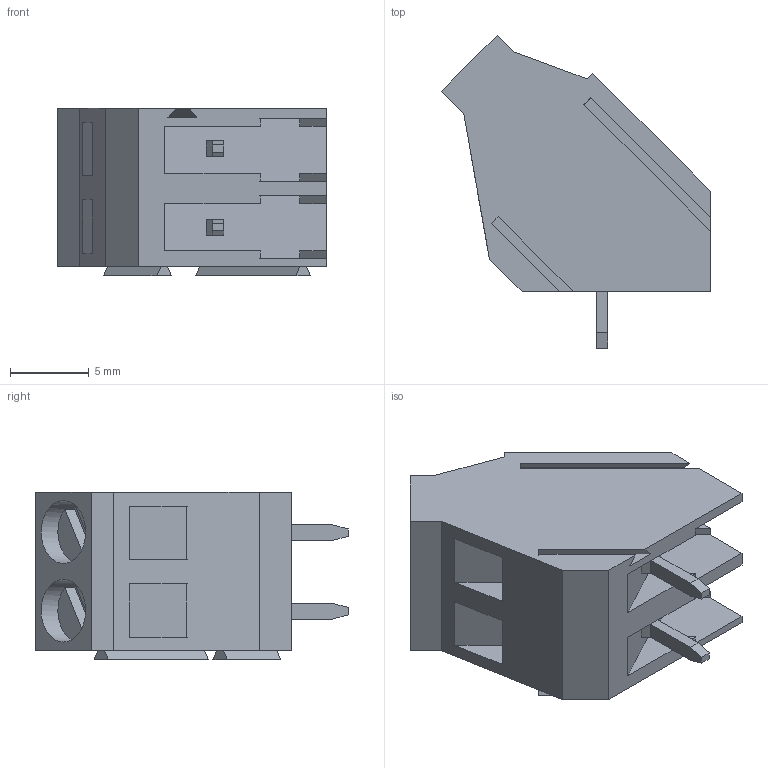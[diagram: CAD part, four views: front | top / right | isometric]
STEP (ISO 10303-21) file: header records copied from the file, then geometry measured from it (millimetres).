
FILE_DESCRIPTION( ( 'STEP AP203' ), '1' );
FILE_NAME( 'MI252-5-IQ.stp', ' ', ( ' ' ), ( ' ' ), 'PSStep 15.0.49', 'VISI 20.0', ' ' );
FILE_SCHEMA( ( 'AUTOMOTIVE_DESIGN { 1 0 10303 214 1 1 1 1 }' ) );
Length unit declared in the file: millimetre
Products named in the file (1): 1
Bounding box: 17.11 x 19.9 x 10.68 mm (x, y, z)
Volume: 1383 mm3; surface area: 1498.7 mm2
Topology: 1 solids, 1 shells, 112 faces, 296 edges, 196 vertices
Faces by surface type: plane 110, cylinder 2
Full cylindrical faces by diameter (mm): 4 x2
Entity records: 4283 total; most frequent: CARTESIAN_POINT 599, ORIENTED_EDGE 584, DIRECTION 528, EDGE_CURVE 292, LINE 282, VECTOR 282, VERTEX_POINT 194, EDGE_LOOP 124
